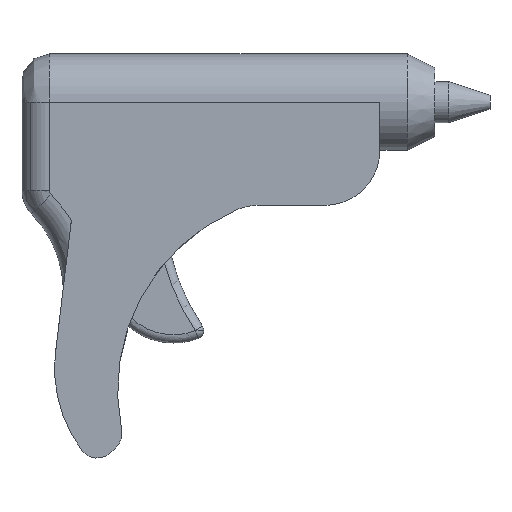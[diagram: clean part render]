
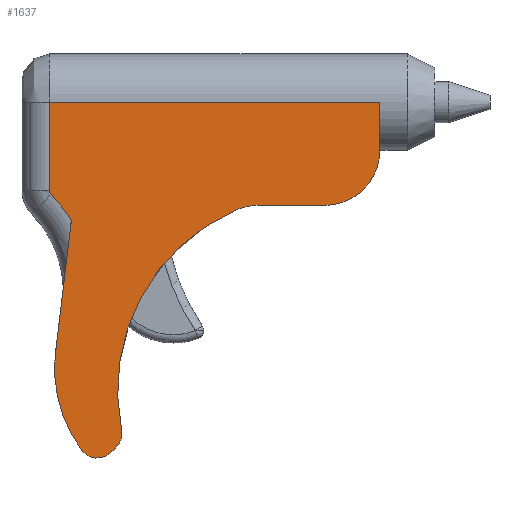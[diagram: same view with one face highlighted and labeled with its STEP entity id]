
A CAD part, left-side view. The second image highlights one B-rep face of the part: STEP entity #1637.
In plain terms, the highlighted planar face has unit normal (-1, 0, 0).
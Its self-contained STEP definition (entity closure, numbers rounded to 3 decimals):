
#771=CARTESIAN_POINT('POINT43',(-25.159,160.,0.));
#772=VERTEX_POINT('VERTEX43',#771);
#916=CARTESIAN_POINT('POINT48',(-25.159,152.069,
   -43.077));
#917=VERTEX_POINT('VERTEX48',#916);
#918=CARTESIAN_POINT('POINT49',(-25.159,159.422,
   -33.589));
#919=VERTEX_POINT('VERTEX49',#918);
#920=CARTESIAN_POINT('POS78',(-25.159,194.981,
   -68.74));
#921=DIRECTION('DIR135',(-1.,0.,
   0.));
#922=DIRECTION('DIR136',(0.,-1.,
   0.031));
#923=AXIS2_PLACEMENT_3D('AXIS58',#920,#921,#922);
#924=CIRCLE('ELLIPSE37',#923,50.);
#925=EDGE_CURVE('EDGE74',#917,#919,#924,.T.);
#972=CARTESIAN_POINT('POINT50',(-25.159,160.,
   -32.183));
#973=VERTEX_POINT('VERTEX50',#972);
#974=CARTESIAN_POINT('POS81',(-25.159,158.,
   -32.183));
#975=DIRECTION('DIR141',(1.,0.,0.));
#976=DIRECTION('DIR142',(0.,0.925,
   -0.38));
#977=AXIS2_PLACEMENT_3D('AXIS61',#974,#975,#976);
#978=CIRCLE('ELLIPSE39',#977,2.);
#979=EDGE_CURVE('EDGE77',#919,#973,#978,.T.);
#1056=CARTESIAN_POINT('POS82',(-25.159,160.,-18.75));
#1057=DIRECTION('DIR143',(0.,0.,1.));
#1058=VECTOR('VEC21',#1057,1.);
#1059=LINE('STRAIGHT21',#1056,#1058);
#1060=EDGE_CURVE('EDGE79',#973,#772,#1059,.T.);
#1073=CARTESIAN_POINT('POINT51',(-25.159,40.,
   0.));
#1074=VERTEX_POINT('VERTEX51',#1073);
#1075=CARTESIAN_POINT('POS84',(-25.159,105.,0.));
#1076=DIRECTION('DIR145',(0.,-1.,0.));
#1077=VECTOR('VEC23',#1076,1.);
#1078=LINE('STRAIGHT23',#1075,#1077);
#1079=EDGE_CURVE('EDGE81',#1074,#772,#1078,.F.);
#1243=CARTESIAN_POINT('POINT56',(-25.159,158.,
   -92.5));
#1244=VERTEX_POINT('VERTEX56',#1243);
#1245=CARTESIAN_POINT('POS92',(-25.159,153.262,
   -53.014));
#1246=DIRECTION('DIR159',(0.,-0.119,
   0.993));
#1247=VECTOR('VEC25',#1246,1.);
#1248=LINE('STRAIGHT25',#1245,#1247);
#1249=EDGE_CURVE('EDGE89',#1244,#917,#1248,.T.);
#1276=CARTESIAN_POINT('POINT58',(-25.159,148.298,
   -126.456));
#1277=VERTEX_POINT('VERTEX58',#1276);
#1286=CARTESIAN_POINT('POS97',(-25.159,108.171,
   -96.626));
#1287=DIRECTION('DIR165',(1.,0.,
   0.));
#1288=DIRECTION('DIR166',(0.,0.997,
   0.083));
#1289=AXIS2_PLACEMENT_3D('AXIS69',#1286,#1287,#1288);
#1290=CIRCLE('ELLIPSE44',#1289,50.);
#1291=EDGE_CURVE('EDGE93',#1277,#1244,#1290,.T.);
#1311=CARTESIAN_POINT('POINT61',(-25.159,143.191,
   -129.262));
#1312=VERTEX_POINT('VERTEX61',#1311);
#1319=CARTESIAN_POINT('POS101',(-25.159,142.68,
   -122.28));
#1320=DIRECTION('DIR172',(1.,0.,
   0.));
#1321=DIRECTION('DIR173',(0.,0.073,
   -0.997));
#1322=AXIS2_PLACEMENT_3D('AXIS72',#1319,#1320,#1321);
#1323=CIRCLE('ELLIPSE46',#1322,7.);
#1324=EDGE_CURVE('EDGE96',#1312,#1277,#1323,.T.);
#1347=CARTESIAN_POINT('POINT63',(-25.159,137.73,
   -127.23));
#1348=VERTEX_POINT('VERTEX63',#1347);
#1355=EDGE_CURVE('EDGE100',#1348,#1312,#1323,.T.);
#1369=CARTESIAN_POINT('POINT65',(-25.159,135.741,
   -125.241));
#1370=VERTEX_POINT('VERTEX65',#1369);
#1377=CARTESIAN_POINT('POS107',(-25.159,133.,
   -122.5));
#1378=DIRECTION('DIR181',(0.,0.707,
   -0.707));
#1379=VECTOR('VEC33',#1378,1.);
#1380=LINE('STRAIGHT33',#1377,#1379);
#1381=EDGE_CURVE('EDGE103',#1370,#1348,#1380,.T.);
#1393=CARTESIAN_POINT('POINT67',(-25.159,133.988,
   -122.309));
#1394=VERTEX_POINT('VERTEX67',#1393);
#1401=CARTESIAN_POINT('POS110',(-25.159,140.691,
   -120.292));
#1402=DIRECTION('DIR185',(1.,0.,
   0.));
#1403=DIRECTION('DIR186',(0.,-0.958,
   -0.288));
#1404=AXIS2_PLACEMENT_3D('AXIS76',#1401,#1402,#1403);
#1405=CIRCLE('ELLIPSE48',#1404,7.);
#1406=EDGE_CURVE('EDGE105',#1394,#1370,#1405,.T.);
#1429=CARTESIAN_POINT('POINT69',(-25.159,133.832,
   -118.895));
#1430=VERTEX_POINT('VERTEX69',#1429);
#1437=EDGE_CURVE('EDGE109',#1430,#1394,#1405,.T.);
#1452=CARTESIAN_POINT('POINT70',(-25.159,92.029,
   -39.115));
#1453=VERTEX_POINT('VERTEX70',#1452);
#1462=CARTESIAN_POINT('POS115',(-25.159,63.954,
   -104.668));
#1463=DIRECTION('DIR193',(-1.,0.,
   0.));
#1464=DIRECTION('DIR194',(0.,0.968,
   -0.25));
#1465=AXIS2_PLACEMENT_3D('AXIS79',#1462,#1463,#1464);
#1466=CIRCLE('ELLIPSE50',#1465,71.311);
#1467=EDGE_CURVE('EDGE111',#1453,#1430,#1466,.T.);
#1485=CARTESIAN_POINT('POINT72',(-25.159,88.174,
   -37.908));
#1486=VERTEX_POINT('VERTEX72',#1485);
#1495=CARTESIAN_POINT('POS119',(-25.159,84.155,
   -57.5));
#1496=DIRECTION('DIR200',(1.,0.,
   0.));
#1497=DIRECTION('DIR201',(0.,0.201,
   0.98));
#1498=AXIS2_PLACEMENT_3D('AXIS82',#1495,#1496,#1497);
#1499=CIRCLE('ELLIPSE52',#1498,20.);
#1500=EDGE_CURVE('EDGE114',#1453,#1486,#1499,.T.);
#1523=CARTESIAN_POINT('POINT75',(-25.159,84.155,
   -37.5));
#1524=VERTEX_POINT('VERTEX75',#1523);
#1531=EDGE_CURVE('EDGE118',#1486,#1524,#1499,.T.);
#1574=CARTESIAN_POINT('POINT78',(-25.159,60.,
   -37.5));
#1575=VERTEX_POINT('VERTEX78',#1574);
#1582=CARTESIAN_POINT('POS127',(-25.159,105.,-37.5));
#1583=DIRECTION('DIR211',(0.,1.,0.));
#1584=VECTOR('VEC43',#1583,1.);
#1585=LINE('STRAIGHT43',#1582,#1584);
#1586=EDGE_CURVE('EDGE124',#1575,#1524,#1585,.T.);
#1596=ORIENTED_EDGE('COEDGE216',*,*,#1249,.F.);
#1597=ORIENTED_EDGE('COEDGE217',*,*,#1291,.F.);
#1598=ORIENTED_EDGE('COEDGE218',*,*,#1324,.F.);
#1599=ORIENTED_EDGE('COEDGE219',*,*,#1355,.F.);
#1600=ORIENTED_EDGE('COEDGE220',*,*,#1381,.F.);
#1601=ORIENTED_EDGE('COEDGE221',*,*,#1406,.F.);
#1602=ORIENTED_EDGE('COEDGE222',*,*,#1437,.F.);
#1603=ORIENTED_EDGE('COEDGE223',*,*,#1467,.F.);
#1604=ORIENTED_EDGE('COEDGE224',*,*,#1500,.T.);
#1605=ORIENTED_EDGE('COEDGE225',*,*,#1531,.T.);
#1606=ORIENTED_EDGE('COEDGE226',*,*,#1586,.F.);
#1607=CARTESIAN_POINT('POINT79',(-25.159,45.858,
   -31.642));
#1608=VERTEX_POINT('VERTEX79',#1607);
#1609=CARTESIAN_POINT('POS129',(-25.159,60.,
   -17.5));
#1610=DIRECTION('DIR214',(1.,0.,0.));
#1611=DIRECTION('DIR215',(0.,-0.707,
   -0.707));
#1612=AXIS2_PLACEMENT_3D('AXIS86',#1609,#1610,#1611);
#1613=CIRCLE('ELLIPSE54',#1612,20.);
#1614=EDGE_CURVE('EDGE125',#1608,#1575,#1613,.T.);
#1615=ORIENTED_EDGE('COEDGE227',*,*,#1614,.F.);
#1616=CARTESIAN_POINT('POINT80',(-25.159,40.,
   -17.5));
#1617=VERTEX_POINT('VERTEX80',#1616);
#1618=EDGE_CURVE('EDGE126',#1617,#1608,#1613,.T.);
#1619=ORIENTED_EDGE('COEDGE228',*,*,#1618,.F.);
#1620=CARTESIAN_POINT('POS130',(-25.159,40.,
   -18.75));
#1621=DIRECTION('DIR216',(0.,0.,-1.));
#1622=VECTOR('VEC44',#1621,1.);
#1623=LINE('STRAIGHT44',#1620,#1622);
#1624=EDGE_CURVE('EDGE127',#1074,#1617,#1623,.T.);
#1625=ORIENTED_EDGE('COEDGE229',*,*,#1624,.F.);
#1626=ORIENTED_EDGE('COEDGE230',*,*,#1079,.T.);
#1627=ORIENTED_EDGE('COEDGE231',*,*,#1060,.F.);
#1628=ORIENTED_EDGE('COEDGE232',*,*,#979,.F.);
#1629=ORIENTED_EDGE('COEDGE233',*,*,#925,.F.);
#1630=EDGE_LOOP('NONE',(#1596,#1597,#1598,#1599,#1600,#1601,#1602,#1603,
   #1604,#1605,#1606,#1615,#1619,#1625,#1626,#1627,#1628,#1629));
#1631=FACE_BOUND('LOOP1',#1630,.T.);
#1632=CARTESIAN_POINT('POS131',(-25.159,105.,-18.75));
#1633=DIRECTION('DIR217',(1.,0.,0.));
#1634=DIRECTION('DIR218',(0.,1.,0.));
#1635=AXIS2_PLACEMENT_3D('AXIS87',#1632,#1633,#1634);
#1636=PLANE('PLANE9',#1635);
#1637=ADVANCED_FACE('FACE50',(#1631),#1636,.F.);
